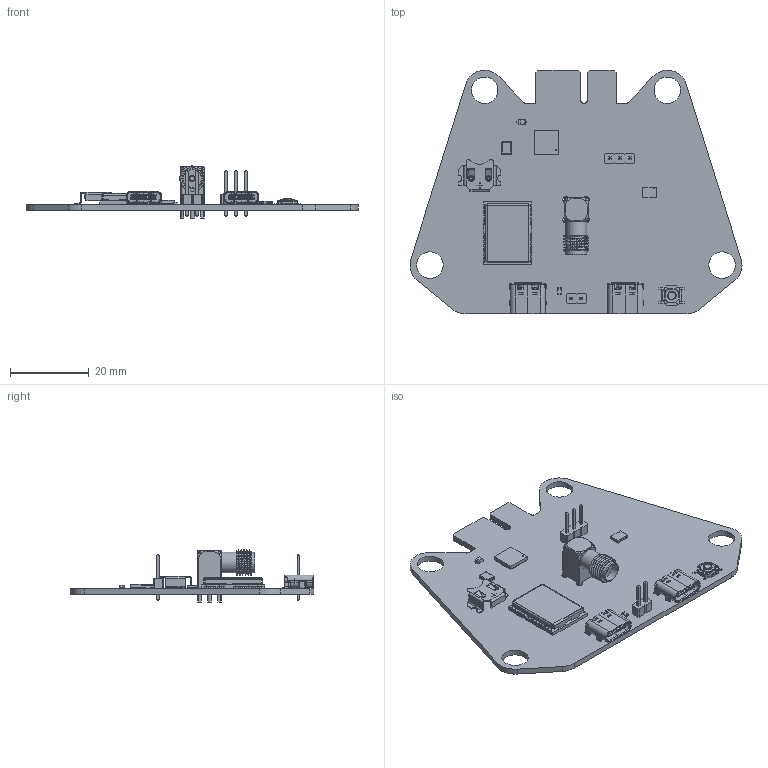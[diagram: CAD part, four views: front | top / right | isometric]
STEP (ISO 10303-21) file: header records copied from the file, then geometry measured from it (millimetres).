
FILE_DESCRIPTION(('KiCad electronic assembly'),'2;1');
FILE_NAME('board.step','2025-06-07T02:48:40',('Pcbnew'),('Kicad'), 'Open CASCADE STEP processor 7.6','KiCad to STEP converter','Unknown' );
FILE_SCHEMA(('AUTOMOTIVE_DESIGN { 1 0 10303 214 1 1 1 1 }'));
Length unit declared in the file: millimetre
Products named in the file (18): board 1; USB_C_Receptacle_GCT_USB4105-xx-A_16P_TopMnt_Horizontal; PinHeader_1x02_P2.54mm_Vertical; kicad_embedded_A65466E470E5E8AF14C115DF900A7CD7; PinHeader_1x03_P2.54mm_Vertical; kicad_embedded_4388890B492DB805848C6FA29B657E5E; R_0603_1608Metric; kicad_embedded_F2E480E80373251B4C3F0A48D73F2CA5; kicad_embedded_B5AA8E56979CBCEE205E69B1C193D112; kicad_embedded_74EC9C574C356922F6A4535285956C6B; NEO-M9N-00B; NEO-M9N_NEO-M9N; kicad_embedded_83CB284321D7E3E886F8C67688601632; SMAthing; HH99-RF1-SMA-TH_BWSMA-KWE-Z001; COMPOUND; SOLID; gps_PCB
Assembly tree (18 placements, depth 4):
  board 1
    USB_C_Receptacle_GCT_USB4105-xx-A_16P_TopMnt_Horizontal  x2
    PinHeader_1x02_P2.54mm_Vertical
    kicad_embedded_A65466E470E5E8AF14C115DF900A7CD7
    PinHeader_1x03_P2.54mm_Vertical
    kicad_embedded_4388890B492DB805848C6FA29B657E5E
    R_0603_1608Metric
    kicad_embedded_F2E480E80373251B4C3F0A48D73F2CA5
    kicad_embedded_B5AA8E56979CBCEE205E69B1C193D112
    kicad_embedded_74EC9C574C356922F6A4535285956C6B
    NEO-M9N-00B
      NEO-M9N_NEO-M9N
    kicad_embedded_83CB284321D7E3E886F8C67688601632
    SMAthing
      HH99-RF1-SMA-TH_BWSMA-KWE-Z001
        COMPOUND
      SOLID
    gps_PCB
Bounding box: 84.09 x 61.73 x 13.18 mm (x, y, z)
Volume: 7231 mm3; surface area: 12281.9 mm2
Topology: 175 solids, 175 shells, 3081 faces, 7591 edges, 4847 vertices
Faces by surface type: plane 2261, cylinder 621, bspline 124, sphere 32, torus 27, cone 16
Full cylindrical faces by diameter (mm): 0.13 x1, 0.3 x1, 0.5 x4, 0.6 x4, 0.9 x1, 1 x5, 1.2 x2, 1.3 x1, 1.6 x5, 4 x1, 4.567 x1, 5.2 x1, 5.3 x1, 5.586 x4, 6.35 x4, 6.7 x4
Entity records: 74204 total; most frequent: CARTESIAN_POINT 16484, ORIENTED_EDGE 11934, DIRECTION 11471, EDGE_CURVE 5967, LINE 4643, VECTOR 4643, VERTEX_POINT 3831, AXIS2_PLACEMENT_3D 3414
